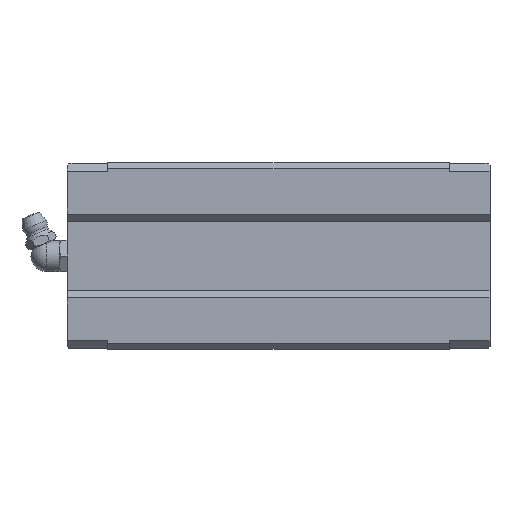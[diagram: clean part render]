
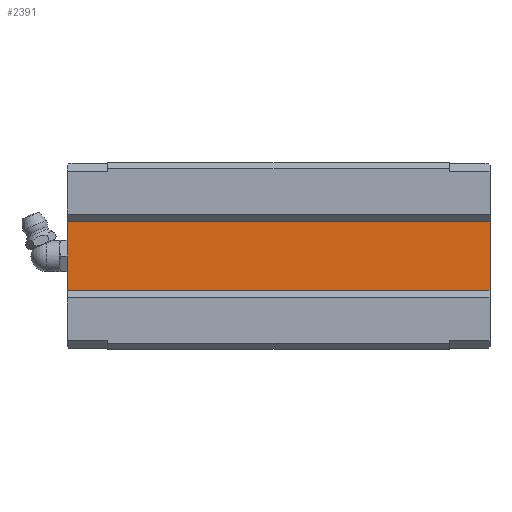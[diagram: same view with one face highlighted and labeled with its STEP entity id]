
A CAD part, front view. The second image highlights one B-rep face of the part: STEP entity #2391.
In plain terms, the highlighted planar face has unit normal (0, -1, 0).
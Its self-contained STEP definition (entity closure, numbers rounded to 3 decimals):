
#87=LINE('',#3681,#305);
#133=LINE('',#3809,#351);
#252=LINE('',#4070,#470);
#253=LINE('',#4072,#471);
#305=VECTOR('',#2880,1000.);
#351=VECTOR('',#2978,1000.);
#470=VECTOR('',#3241,1000.);
#471=VECTOR('',#3244,1000.);
#551=PLANE('',#2626);
#1241=ORIENTED_EDGE('',*,*,#1494,.F.);
#1242=ORIENTED_EDGE('',*,*,#1627,.F.);
#1243=ORIENTED_EDGE('',*,*,#1429,.T.);
#1244=ORIENTED_EDGE('',*,*,#1628,.T.);
#1429=EDGE_CURVE('',#1728,#1727,#87,.T.);
#1494=EDGE_CURVE('',#1783,#1784,#133,.T.);
#1627=EDGE_CURVE('',#1728,#1783,#252,.T.);
#1628=EDGE_CURVE('',#1727,#1784,#253,.T.);
#1727=VERTEX_POINT('',#3680);
#1728=VERTEX_POINT('',#3682);
#1783=VERTEX_POINT('',#3808);
#1784=VERTEX_POINT('',#3810);
#2027=EDGE_LOOP('',(#1241,#1242,#1243,#1244));
#2206=FACE_BOUND('',#2027,.T.);
#2391=ADVANCED_FACE('',(#2206),#551,.T.);
#2626=AXIS2_PLACEMENT_3D('',#4071,#3242,#3243);
#2880=DIRECTION('',(0.,0.,1.));
#2978=DIRECTION('',(0.,0.,1.));
#3241=DIRECTION('',(-1.,0.,0.));
#3242=DIRECTION('',(0.,-1.,0.));
#3243=DIRECTION('',(0.,0.,-1.));
#3244=DIRECTION('',(-1.,0.,0.));
#3680=CARTESIAN_POINT('',(54.5,14.2,9.323));
#3681=CARTESIAN_POINT('',(54.5,14.2,-9.323));
#3682=CARTESIAN_POINT('',(54.5,14.2,-9.323));
#3808=CARTESIAN_POINT('',(-54.5,14.2,-9.323));
#3809=CARTESIAN_POINT('',(-54.5,14.2,-9.323));
#3810=CARTESIAN_POINT('',(-54.5,14.2,9.323));
#4070=CARTESIAN_POINT('',(54.5,14.2,-9.323));
#4071=CARTESIAN_POINT('',(54.5,14.2,-9.323));
#4072=CARTESIAN_POINT('',(54.5,14.2,9.323));
